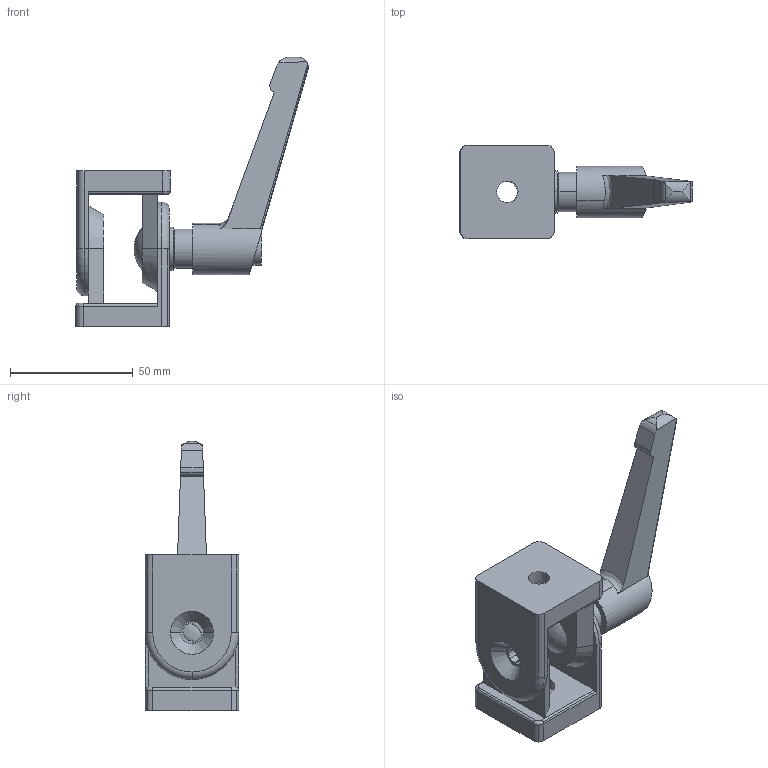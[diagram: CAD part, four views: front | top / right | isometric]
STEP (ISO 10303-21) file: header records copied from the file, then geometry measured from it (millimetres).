
FILE_DESCRIPTION((''),'2;1');
FILE_NAME('15HI8700.stp','2006-03-13T15:37:15',('Shawn Mantel'),('Faztek, LLC'),'Mechanical Desktop 2005','Mechanical Desktop 2005',', , ');
FILE_SCHEMA(('CONFIG_CONTROL_DESIGN'));
Length unit declared in the file: inch
Products named in the file (2): Product; 15LM8520
Assembly tree (1 placements, depth 2):
  Product
    15LM8520
Bounding box: 94.6 x 38.1 x 109.75 mm (x, y, z)
Volume: 72212 mm3; surface area: 28416.3 mm2
Topology: 5 solids, 5 shells, 175 faces, 451 edges, 296 vertices
Faces by surface type: cylinder 88, plane 60, cone 17, torus 8, bspline 1, sphere 1
Entity records: 5740 total; most frequent: CARTESIAN_POINT 1239, DIRECTION 965, ORIENTED_EDGE 898, EDGE_CURVE 449, AXIS2_PLACEMENT_3D 378, VERTEX_POINT 296, VECTOR 209, LINE 209
